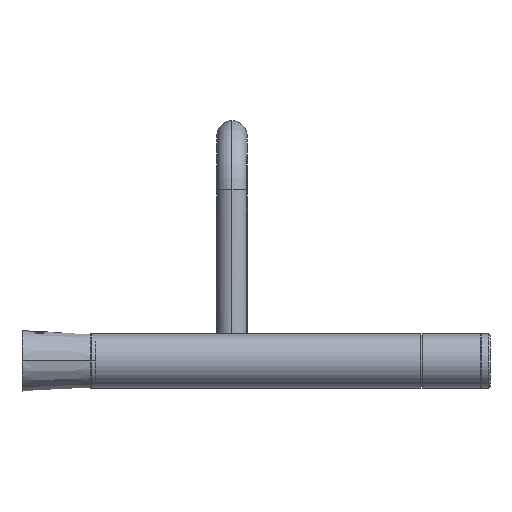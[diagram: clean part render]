
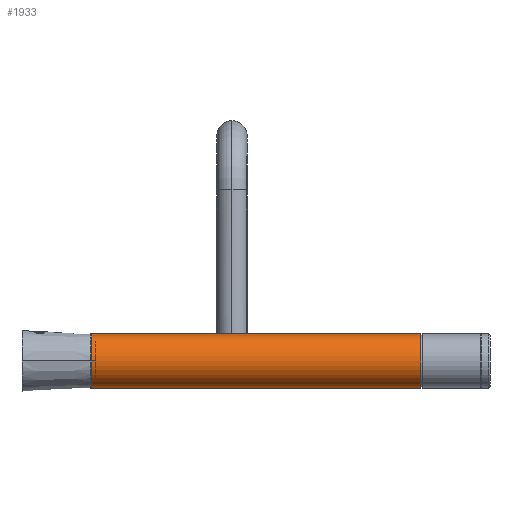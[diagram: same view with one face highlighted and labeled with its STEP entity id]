
A CAD part, front view. The second image highlights one B-rep face of the part: STEP entity #1933.
In plain terms, the highlighted cylindrical face has radius 12.5 mm (diameter 25 mm), a partial arc.
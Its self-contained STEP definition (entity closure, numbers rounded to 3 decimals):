
#1306=CARTESIAN_POINT('',(152.,0.,0.));
#1307=DIRECTION('',(-1.,0.,0.));
#1308=DIRECTION('',(0.,0.,1.));
#1309=AXIS2_PLACEMENT_3D('',#1306,#1307,#1308);
#1311=CARTESIAN_POINT('',(0.,0.,0.));
#1312=DIRECTION('',(1.,0.,0.));
#1313=DIRECTION('',(0.,0.,-1.));
#1314=AXIS2_PLACEMENT_3D('',#1311,#1312,#1313);
#1680=DIRECTION('',(-1.,0.,0.));
#1681=VECTOR('',#1680,152.);
#1682=CARTESIAN_POINT('',(152.,0.,-12.5));
#1683=LINE('',#1682,#1681);
#1689=DIRECTION('',(1.,0.,0.));
#1690=VECTOR('',#1689,152.);
#1691=CARTESIAN_POINT('',(0.,0.,12.5));
#1692=LINE('',#1691,#1690);
#1858=CARTESIAN_POINT('',(0.,0.,-12.5));
#1859=CARTESIAN_POINT('',(0.,0.,12.5));
#1860=VERTEX_POINT('',#1858);
#1861=VERTEX_POINT('',#1859);
#1870=CARTESIAN_POINT('',(152.,0.,-12.5));
#1871=CARTESIAN_POINT('',(152.,0.,12.5));
#1872=VERTEX_POINT('',#1870);
#1873=VERTEX_POINT('',#1871);
#1918=CARTESIAN_POINT('',(189.,0.,0.));
#1919=DIRECTION('',(1.,0.,0.));
#1920=DIRECTION('',(0.,0.,1.));
#1921=AXIS2_PLACEMENT_3D('',#1918,#1919,#1920);
#1922=CYLINDRICAL_SURFACE('',#1921,12.5);
#1924=ORIENTED_EDGE('',*,*,#1923,.F.);
#1926=ORIENTED_EDGE('',*,*,#1925,.F.);
#1928=ORIENTED_EDGE('',*,*,#1927,.F.);
#1930=ORIENTED_EDGE('',*,*,#1929,.F.);
#1931=EDGE_LOOP('',(#1924,#1926,#1928,#1930));
#1932=FACE_OUTER_BOUND('',#1931,.F.);
#1933=ADVANCED_FACE('',(#1932),#1922,.T.);
#1310=CIRCLE('',#1309,12.5);
#1315=CIRCLE('',#1314,12.5);
#1923=EDGE_CURVE('',#1873,#1872,#1310,.T.);
#1925=EDGE_CURVE('',#1861,#1873,#1692,.T.);
#1927=EDGE_CURVE('',#1860,#1861,#1315,.T.);
#1929=EDGE_CURVE('',#1872,#1860,#1683,.T.);
